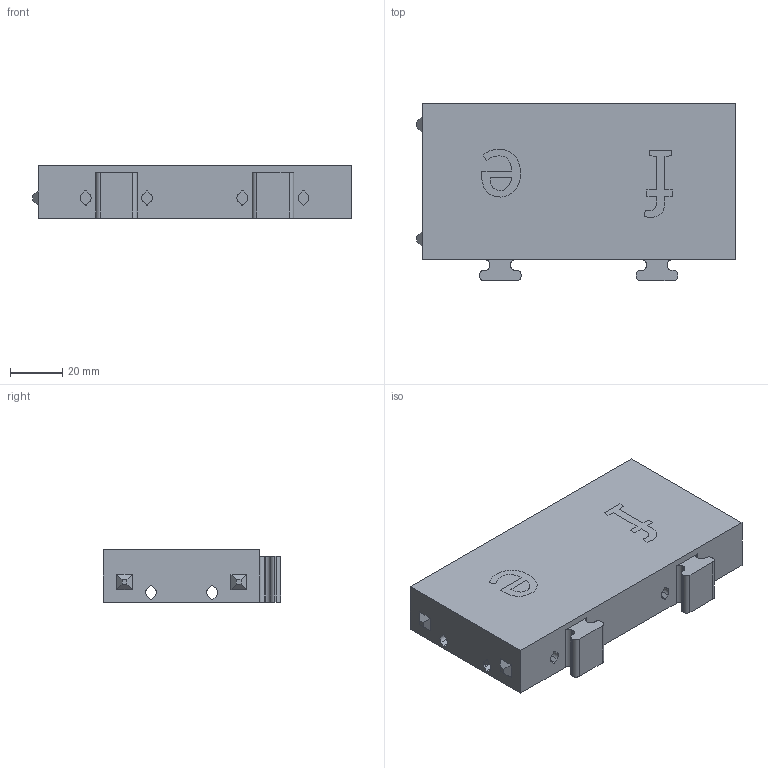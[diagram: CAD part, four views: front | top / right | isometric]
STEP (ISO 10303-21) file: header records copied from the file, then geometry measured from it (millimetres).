
FILE_DESCRIPTION(/* description */ ('STEP AP242','CAx-IF Rec.Pracs.---Representation and Presentation of Product Manufacturing Information (PMI)---4.0---2014-10-13','CAx-IF Rec.Pracs.---3D Tessellated Geometry---0.4---2014-09-14','2;1'),/* implementation_level */ '2;1');
FILE_NAME(/* name */ '68d0ca9542150b55ebef6669',/* time_stamp */ '2025-09-22T04:03:33Z',/* author */ (''),/* organization */ (''),/* preprocessor_version */ 'ST-DEVELOPER v20',/* originating_system */ 'ONSHAPE BY PTC INC, 1.204',/* authorisation */ ' ');
FILE_SCHEMA (('AP242_MANAGED_MODEL_BASED_3D_ENGINEERING_MIM_LF { 1 0 10303 442 1 1 4 }'));
Length unit declared in the file: metre
Products named in the file (3): Black-fe-Duplicate-e; Black-fe-Duplicate-f; FE2x1-TQFS-feRobota24mmBlackMagEdge15x5x2
Bounding box: 121.95 x 67.97 x 20 mm (x, y, z)
Volume: 130738 mm3; surface area: 33314.8 mm2
Topology: 3 solids, 3 shells, 371 faces, 1103 edges, 720 vertices
Faces by surface type: plane 235, cylinder 94, bspline 40, cone 2
Full cylindrical faces by diameter (mm): 14 x2
Entity records: 12685 total; most frequent: CARTESIAN_POINT 2713, ORIENTED_EDGE 2198, DIRECTION 1889, EDGE_CURVE 1099, LINE 777, VECTOR 777, VERTEX_POINT 720, AXIS2_PLACEMENT_3D 556
